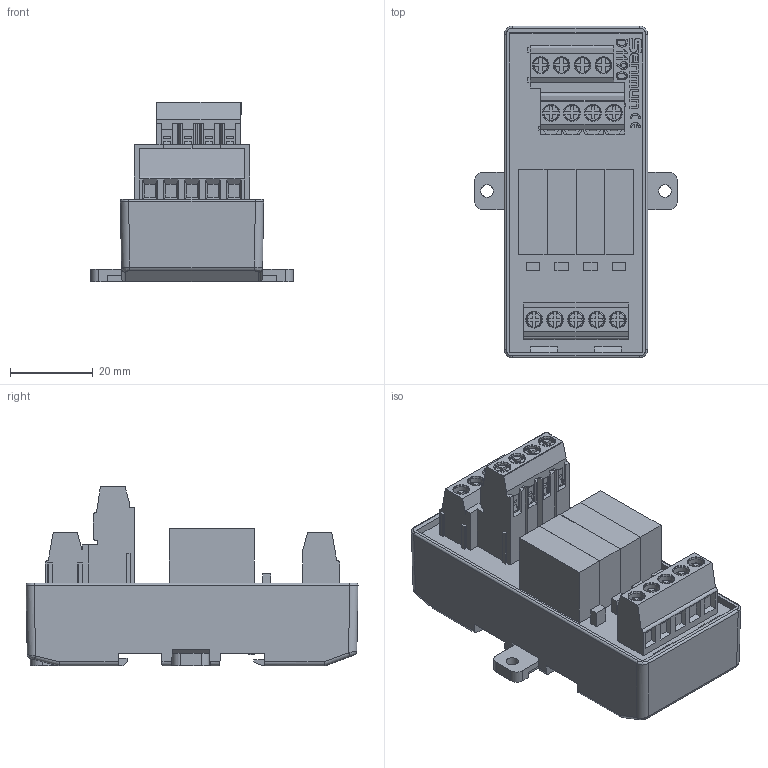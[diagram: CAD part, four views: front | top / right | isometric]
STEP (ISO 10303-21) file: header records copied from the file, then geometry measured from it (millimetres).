
FILE_DESCRIPTION(/* description */ (''),/* implementation_level */ '2;1');
FILE_NAME(/* name */ 'D1190-E.stp',/* time_stamp */ '2024-08-15T11:16:00+08:00',/* author */ (''),/* organization */ (''),/* preprocessor_version */ 'ST-DEVELOPER v14',/* originating_system */ 'SIEMENS PLM Software NX 8.0',/* authorisation */ '');
FILE_SCHEMA (('AUTOMOTIVE_DESIGN { 1 0 10303 214 3 1 1 1 }'));
Products named in the file (1): Admi3268E6A58kc7
Bounding box: 49.07 x 80.4 x 43.5 mm (x, y, z)
Volume: 65379.9 mm3; surface area: 23166.8 mm2
Topology: 3 solids, 4 shells, 1517 faces, 4116 edges, 2686 vertices
Faces by surface type: plane 1078, cylinder 273, torus 80, bspline 41, cone 33, extrusion 12
Full cylindrical faces by diameter (mm): 2.6 x4, 3 x2, 4.1 x14, 4.13 x4
Entity records: 61308 total; most frequent: CARTESIAN_POINT 23027, ORIENTED_EDGE 8108, DIRECTION 6970, EDGE_CURVE 4054, VECTOR 3066, LINE 3054, VERTEX_POINT 2671, AXIS2_PLACEMENT_3D 1952
